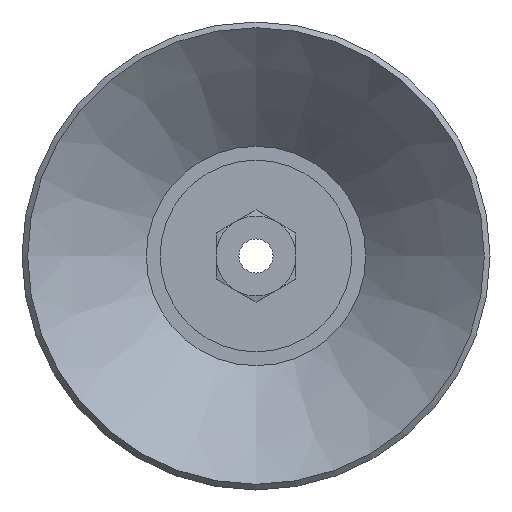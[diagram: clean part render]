
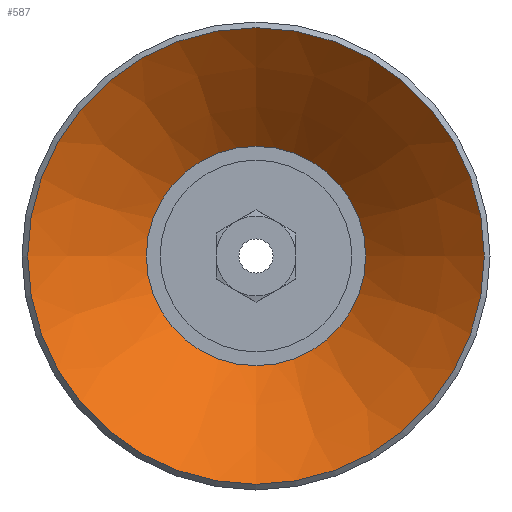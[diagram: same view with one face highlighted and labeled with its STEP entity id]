
A CAD part, front view. The second image highlights one B-rep face of the part: STEP entity #587.
In plain terms, the highlighted conical face has half-angle 47.564 degrees and reference radius 40 mm.
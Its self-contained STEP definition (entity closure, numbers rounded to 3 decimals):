
#67=CONICAL_SURFACE('',#633,40.,0.83);
#96=ORIENTED_EDGE('',*,*,#178,.F.);
#97=ORIENTED_EDGE('',*,*,#177,.T.);
#177=EDGE_CURVE('',#223,#223,#257,.T.);
#178=EDGE_CURVE('',#224,#224,#258,.T.);
#223=VERTEX_POINT('',#812);
#224=VERTEX_POINT('',#815);
#257=CIRCLE('',#632,40.);
#258=CIRCLE('',#634,19.219);
#290=EDGE_LOOP('',(#96));
#291=EDGE_LOOP('',(#97));
#336=FACE_BOUND('',#290,.T.);
#337=FACE_BOUND('',#291,.T.);
#587=ADVANCED_FACE('',(#336,#337),#67,.F.);
#632=AXIS2_PLACEMENT_3D('',#811,#707,#708);
#633=AXIS2_PLACEMENT_3D('',#813,#709,#710);
#634=AXIS2_PLACEMENT_3D('',#814,#711,#712);
#707=DIRECTION('',(0.,-1.,0.));
#708=DIRECTION('',(1.,0.,0.));
#709=DIRECTION('',(0.,-1.,0.));
#710=DIRECTION('',(1.,0.,0.));
#711=DIRECTION('',(0.,-1.,0.));
#712=DIRECTION('',(1.,0.,0.));
#811=CARTESIAN_POINT('',(0.,0.,0.));
#812=CARTESIAN_POINT('',(40.,0.,0.));
#813=CARTESIAN_POINT('',(0.,0.,0.));
#814=CARTESIAN_POINT('',(0.,19.,0.));
#815=CARTESIAN_POINT('',(19.219,19.,0.));
